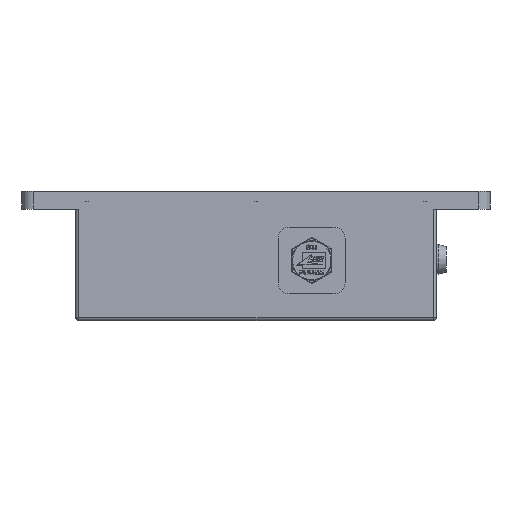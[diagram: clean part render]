
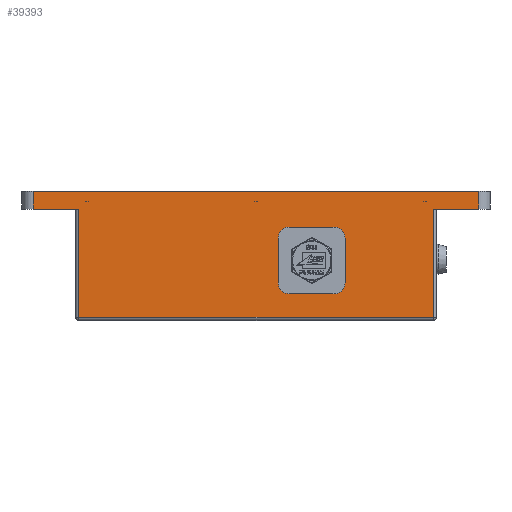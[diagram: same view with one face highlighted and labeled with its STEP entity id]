
A CAD part, left-side view. The second image highlights one B-rep face of the part: STEP entity #39393.
In plain terms, the highlighted planar face has unit normal (-1, 0, 0).
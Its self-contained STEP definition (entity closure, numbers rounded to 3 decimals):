
#36999=CARTESIAN_POINT('',(-138.0,-79.5,50.0));
#37000=VERTEX_POINT('',#36999);
#37050=CARTESIAN_POINT('',(-138.0,-100.,50.0));
#37051=VERTEX_POINT('',#37050);
#37059=CARTESIAN_POINT('',(-138.0,-79.5,50.0));
#37060=DIRECTION('',(0.0,-1.0,0.0));
#37061=VECTOR('',#37060,20.5);
#37062=LINE('',#37059,#37061);
#37063=EDGE_CURVE('',#37000,#37051,#37062,.T.);
#37343=CARTESIAN_POINT('',(-138.0,79.5,50.0));
#37344=VERTEX_POINT('',#37343);
#37352=CARTESIAN_POINT('',(-138.0,100.0,50.0));
#37353=VERTEX_POINT('',#37352);
#37354=CARTESIAN_POINT('',(-138.0,100.0,50.0));
#37355=DIRECTION('',(0.0,-1.0,0.0));
#37356=VECTOR('',#37355,20.5);
#37357=LINE('',#37354,#37356);
#37358=EDGE_CURVE('',#37353,#37344,#37357,.T.);
#37554=CARTESIAN_POINT('',(-138.0,100.0,58.0));
#37555=VERTEX_POINT('',#37554);
#37563=CARTESIAN_POINT('',(-138.0,-100.,58.0));
#37564=VERTEX_POINT('',#37563);
#37565=CARTESIAN_POINT('',(-138.0,100.0,58.0));
#37566=DIRECTION('',(0.0,-1.0,0.0));
#37567=VECTOR('',#37566,200.);
#37568=LINE('',#37565,#37567);
#37569=EDGE_CURVE('',#37555,#37564,#37568,.T.);
#38068=CARTESIAN_POINT('',(-138.0,100.0,50.0));
#38069=DIRECTION('',(0.0,0.0,1.0));
#38070=VECTOR('',#38069,8.0);
#38071=LINE('',#38068,#38070);
#38072=EDGE_CURVE('',#37353,#37555,#38071,.T.);
#38097=CARTESIAN_POINT('',(-138.,-100.,58.0));
#38098=DIRECTION('',(0.0,0.0,-1.0));
#38099=VECTOR('',#38098,8.0);
#38100=LINE('',#38097,#38099);
#38101=EDGE_CURVE('',#37564,#37051,#38100,.T.);
#39034=CARTESIAN_POINT('',(-138.0,-79.5,1.5));
#39035=VERTEX_POINT('',#39034);
#39090=CARTESIAN_POINT('',(-138.0,-79.5,50.0));
#39091=DIRECTION('',(0.0,0.0,-1.0));
#39092=VECTOR('',#39091,48.5);
#39093=LINE('',#39090,#39092);
#39094=EDGE_CURVE('',#37000,#39035,#39093,.T.);
#39170=CARTESIAN_POINT('',(-138.0,79.5,1.5));
#39171=VERTEX_POINT('',#39170);
#39226=CARTESIAN_POINT('',(-138.0,-79.5,1.5));
#39227=DIRECTION('',(0.0,1.0,0.0));
#39228=VECTOR('',#39227,159.0);
#39229=LINE('',#39226,#39228);
#39230=EDGE_CURVE('',#39035,#39171,#39229,.T.);
#39255=CARTESIAN_POINT('',(-138.0,79.5,1.5));
#39256=DIRECTION('',(0.0,0.0,1.0));
#39257=VECTOR('',#39256,48.5);
#39258=LINE('',#39255,#39257);
#39259=EDGE_CURVE('',#39171,#37344,#39258,.T.);
#39308=CARTESIAN_POINT('',(-138.0,-81.0,0.0));
#39309=DIRECTION('',(-1.0,0.0,0.0));
#39310=DIRECTION('',(0.0,0.0,1.0));
#39311=AXIS2_PLACEMENT_3D('',#39308,#39309,#39310);
#39312=PLANE('',#39311);
#39313=ORIENTED_EDGE('',*,*,#39259,.F.);
#39314=ORIENTED_EDGE('',*,*,#39230,.F.);
#39315=ORIENTED_EDGE('',*,*,#39094,.F.);
#39316=ORIENTED_EDGE('',*,*,#37063,.T.);
#39317=ORIENTED_EDGE('',*,*,#38101,.F.);
#39318=ORIENTED_EDGE('',*,*,#37569,.F.);
#39319=ORIENTED_EDGE('',*,*,#38072,.F.);
#39320=ORIENTED_EDGE('',*,*,#37358,.T.);
#39321=EDGE_LOOP('',(#39313,#39314,#39315,#39316,#39317,#39318,#39319,#39320));
#39322=FACE_OUTER_BOUND('',#39321,.T.);
#39323=CARTESIAN_POINT('',(-138.0,-35.0,12.));
#39324=VERTEX_POINT('',#39323);
#39325=CARTESIAN_POINT('',(-138.0,-15.0,12.));
#39326=VERTEX_POINT('',#39325);
#39327=CARTESIAN_POINT('',(-138.0,-35.0,12.));
#39328=DIRECTION('',(0.0,1.0,0.0));
#39329=VECTOR('',#39328,20.0);
#39330=LINE('',#39327,#39329);
#39331=EDGE_CURVE('',#39324,#39326,#39330,.T.);
#39332=ORIENTED_EDGE('',*,*,#39331,.T.);
#39333=CARTESIAN_POINT('',(-138.0,-10.0,17.));
#39334=VERTEX_POINT('',#39333);
#39335=CARTESIAN_POINT('',(-138.0,-15.0,17.));
#39336=DIRECTION('',(-1.0,0.0,0.0));
#39337=DIRECTION('',(0.0,0.707,-0.707));
#39338=AXIS2_PLACEMENT_3D('',#39335,#39336,#39337);
#39339=CIRCLE('',#39338,5.);
#39340=EDGE_CURVE('',#39334,#39326,#39339,.T.);
#39341=ORIENTED_EDGE('',*,*,#39340,.F.);
#39342=CARTESIAN_POINT('',(-138.0,-10.0,37.0));
#39343=VERTEX_POINT('',#39342);
#39344=CARTESIAN_POINT('',(-138.0,-10.0,17.));
#39345=DIRECTION('',(0.0,0.0,1.0));
#39346=VECTOR('',#39345,20.);
#39347=LINE('',#39344,#39346);
#39348=EDGE_CURVE('',#39334,#39343,#39347,.T.);
#39349=ORIENTED_EDGE('',*,*,#39348,.T.);
#39350=CARTESIAN_POINT('',(-138.0,-15.0,42.0));
#39351=VERTEX_POINT('',#39350);
#39352=CARTESIAN_POINT('',(-138.0,-15.0,37.0));
#39353=DIRECTION('',(-1.0,0.0,0.0));
#39354=DIRECTION('',(0.0,0.707,0.707));
#39355=AXIS2_PLACEMENT_3D('',#39352,#39353,#39354);
#39356=CIRCLE('',#39355,5.);
#39357=EDGE_CURVE('',#39351,#39343,#39356,.T.);
#39358=ORIENTED_EDGE('',*,*,#39357,.F.);
#39359=CARTESIAN_POINT('',(-138.0,-35.0,42.0));
#39360=VERTEX_POINT('',#39359);
#39361=CARTESIAN_POINT('',(-138.0,-15.0,42.0));
#39362=DIRECTION('',(0.0,-1.0,0.0));
#39363=VECTOR('',#39362,20.0);
#39364=LINE('',#39361,#39363);
#39365=EDGE_CURVE('',#39351,#39360,#39364,.T.);
#39366=ORIENTED_EDGE('',*,*,#39365,.T.);
#39367=CARTESIAN_POINT('',(-138.0,-40.0,37.0));
#39368=VERTEX_POINT('',#39367);
#39369=CARTESIAN_POINT('',(-138.0,-35.0,37.0));
#39370=DIRECTION('',(-1.0,0.0,0.0));
#39371=DIRECTION('',(0.0,-0.707,0.707));
#39372=AXIS2_PLACEMENT_3D('',#39369,#39370,#39371);
#39373=CIRCLE('',#39372,5.);
#39374=EDGE_CURVE('',#39368,#39360,#39373,.T.);
#39375=ORIENTED_EDGE('',*,*,#39374,.F.);
#39376=CARTESIAN_POINT('',(-138.0,-40.0,17.0));
#39377=VERTEX_POINT('',#39376);
#39378=CARTESIAN_POINT('',(-138.0,-40.0,37.0));
#39379=DIRECTION('',(0.0,0.0,-1.0));
#39380=VECTOR('',#39379,20.0);
#39381=LINE('',#39378,#39380);
#39382=EDGE_CURVE('',#39368,#39377,#39381,.T.);
#39383=ORIENTED_EDGE('',*,*,#39382,.T.);
#39384=CARTESIAN_POINT('',(-138.0,-35.0,17.));
#39385=DIRECTION('',(-1.0,0.0,0.0));
#39386=DIRECTION('',(0.0,-0.707,-0.707));
#39387=AXIS2_PLACEMENT_3D('',#39384,#39385,#39386);
#39388=CIRCLE('',#39387,5.);
#39389=EDGE_CURVE('',#39324,#39377,#39388,.T.);
#39390=ORIENTED_EDGE('',*,*,#39389,.F.);
#39391=EDGE_LOOP('',(#39332,#39341,#39349,#39358,#39366,#39375,#39383,#39390));
#39392=FACE_BOUND('',#39391,.T.);
#39393=ADVANCED_FACE('',(#39322,#39392),#39312,.T.);
